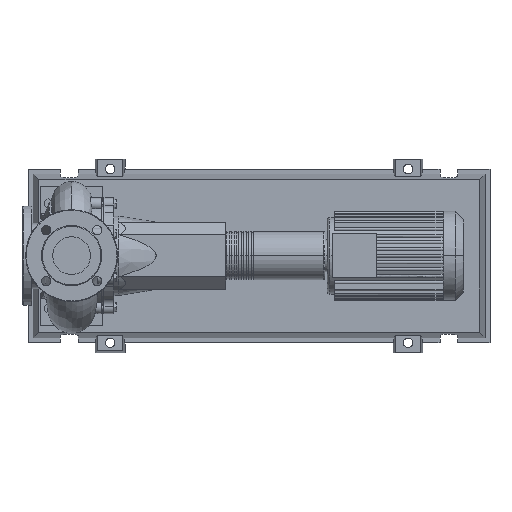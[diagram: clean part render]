
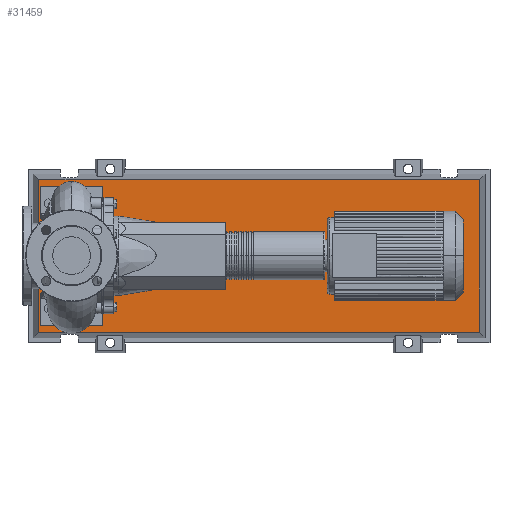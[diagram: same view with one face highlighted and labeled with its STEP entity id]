
A CAD part, top view. The second image highlights one B-rep face of the part: STEP entity #31459.
In plain terms, the highlighted planar face has unit normal (0, 0, 1).
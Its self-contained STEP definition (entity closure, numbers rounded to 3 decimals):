
#31140=CARTESIAN_POINT('',(820.792,-153.292,83.0));
#31141=VERTEX_POINT('',#31140);
#31148=CARTESIAN_POINT('',(-65.792,-153.292,83.0));
#31149=VERTEX_POINT('',#31148);
#31150=CARTESIAN_POINT('',(820.792,-153.292,83.0));
#31151=DIRECTION('',(-1.0,0.0,0.0));
#31152=VECTOR('',#31151,886.584);
#31153=LINE('',#31150,#31152);
#31154=EDGE_CURVE('',#31141,#31149,#31153,.T.);
#31372=CARTESIAN_POINT('',(820.792,153.292,83.0));
#31373=VERTEX_POINT('',#31372);
#31374=CARTESIAN_POINT('',(820.792,153.292,83.0));
#31375=DIRECTION('',(0.0,-1.0,0.0));
#31376=VECTOR('',#31375,306.584);
#31377=LINE('',#31374,#31376);
#31378=EDGE_CURVE('',#31373,#31141,#31377,.T.);
#31396=CARTESIAN_POINT('',(-65.792,153.292,83.0));
#31397=VERTEX_POINT('',#31396);
#31398=CARTESIAN_POINT('',(-65.792,-153.292,83.0));
#31399=DIRECTION('',(0.0,1.0,0.0));
#31400=VECTOR('',#31399,306.584);
#31401=LINE('',#31398,#31400);
#31402=EDGE_CURVE('',#31149,#31397,#31401,.T.);
#31435=CARTESIAN_POINT('',(-65.792,153.292,83.0));
#31436=DIRECTION('',(1.0,0.0,0.0));
#31437=VECTOR('',#31436,886.584);
#31438=LINE('',#31435,#31437);
#31439=EDGE_CURVE('',#31397,#31373,#31438,.T.);
#31448=CARTESIAN_POINT('',(377.5,0.,83.0));
#31449=DIRECTION('',(0.0,0.0,1.0));
#31450=DIRECTION('',(1.0,0.0,0.0));
#31451=AXIS2_PLACEMENT_3D('',#31448,#31449,#31450);
#31452=PLANE('',#31451);
#31453=ORIENTED_EDGE('',*,*,#31378,.F.);
#31454=ORIENTED_EDGE('',*,*,#31439,.F.);
#31455=ORIENTED_EDGE('',*,*,#31402,.F.);
#31456=ORIENTED_EDGE('',*,*,#31154,.F.);
#31457=EDGE_LOOP('',(#31453,#31454,#31455,#31456));
#31458=FACE_OUTER_BOUND('',#31457,.T.);
#31459=ADVANCED_FACE('',(#31458),#31452,.T.);
